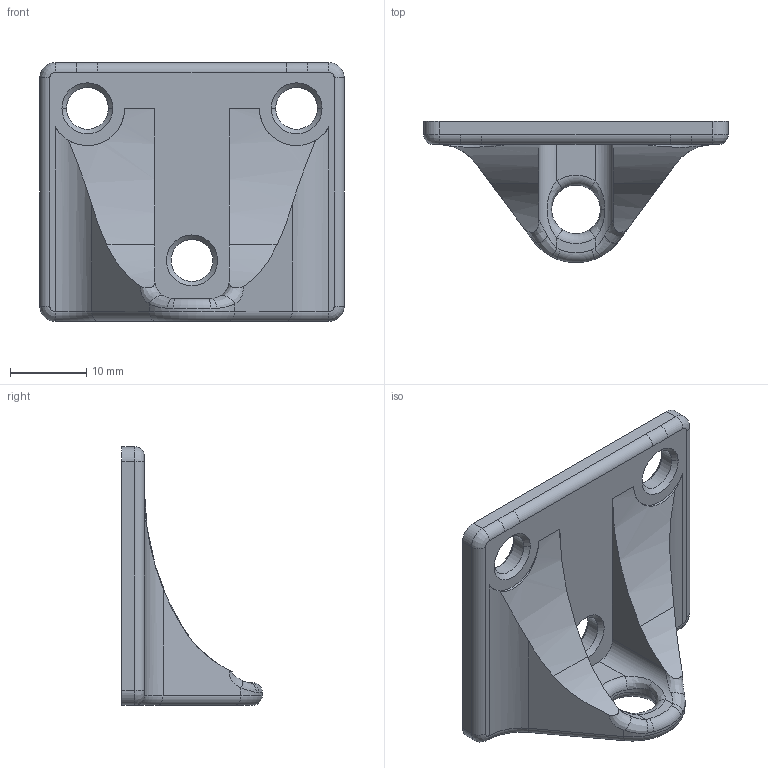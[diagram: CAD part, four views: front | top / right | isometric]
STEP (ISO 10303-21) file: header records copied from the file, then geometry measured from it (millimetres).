
FILE_DESCRIPTION(('FreeCAD Model'),'2;1');
FILE_NAME('Open CASCADE Shape Model','2023-06-16T16:45:18',(''),(''), 'Open CASCADE STEP processor 7.6','FreeCAD','Unknown');
FILE_SCHEMA(('AUTOMOTIVE_DESIGN { 1 0 10303 214 1 1 1 1 }'));
Length unit declared in the file: millimetre
Products named in the file (1): Body001
Bounding box: 40 x 18.48 x 34 mm (x, y, z)
Volume: 5935.5 mm3; surface area: 3751.7 mm2
Topology: 1 solids, 1 shells, 68 faces, 171 edges, 104 vertices
Faces by surface type: cylinder 26, plane 12, bspline 11, cone 8, torus 7, revolution 4
Full cylindrical faces by diameter (mm): 5.5 x3, 6.4 x1
Entity records: 3660 total; most frequent: CARTESIAN_POINT 2091, ORIENTED_EDGE 342, DIRECTION 315, EDGE_CURVE 171, AXIS2_PLACEMENT_3D 127, VERTEX_POINT 104, FACE_BOUND 75, EDGE_LOOP 75
